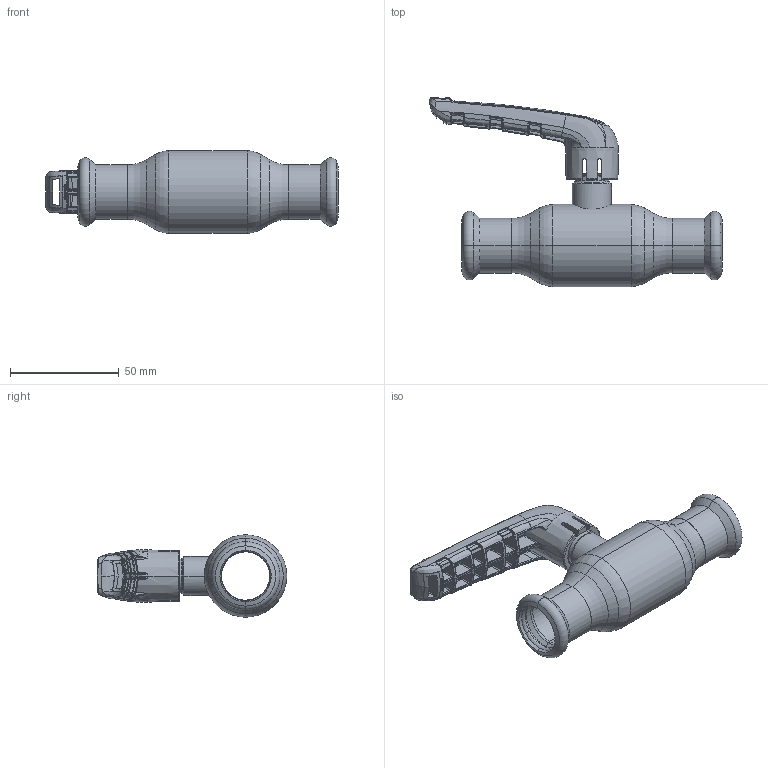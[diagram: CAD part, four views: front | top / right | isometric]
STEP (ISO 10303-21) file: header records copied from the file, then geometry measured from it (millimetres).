
FILE_DESCRIPTION (( 'STEP AP214' ), '1' );
FILE_NAME ('2020000100-xxxx.step', '2019-05-09T11:02:09', ( '' ), ( '' ), 'SwSTEP 2.0', 'SolidWorks 2017', '' );
FILE_SCHEMA (( 'AUTOMOTIVE_DESIGN' ));
Length unit declared in the file: millimetre
Products named in the file (1): 2020000100-xxxx
Bounding box: 134.83 x 87.38 x 38 mm (x, y, z)
Surface area: 28018.7 mm2 (no closed solid volume)
Topology: 0 solids, 10 shells, 792 faces, 2457 edges, 1562 vertices
Faces by surface type: bspline 655, plane 50, cone 33, cylinder 29, torus 25
Entity records: 67806 total; most frequent: CARTESIAN_POINT 43412, ORIENTED_EDGE 4117, EDGE_CURVE 2425, B_SPLINE_CURVE_WITH_KNOTS 1704, VERTEX_POINT 1562, DIRECTION 1547, EDGE_LOOP 813, UNCERTAINTY_MEASURE_WITH_UNIT 794
